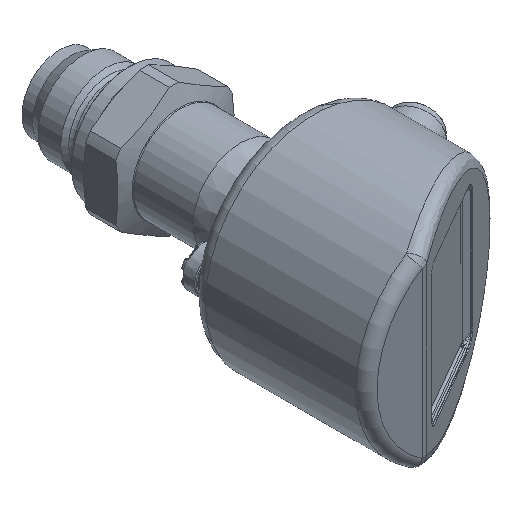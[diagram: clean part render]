
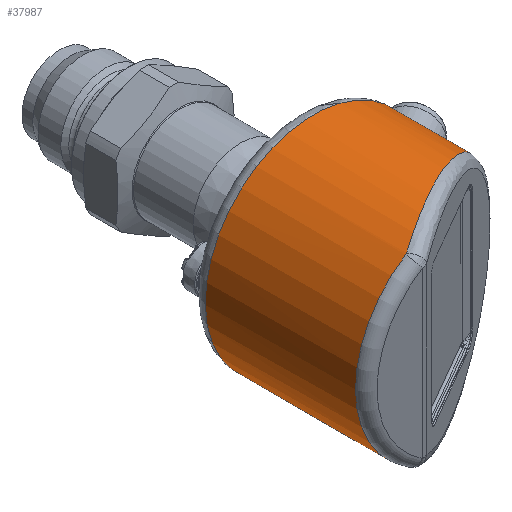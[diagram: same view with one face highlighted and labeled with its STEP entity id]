
A CAD part, isometric view. The second image highlights one B-rep face of the part: STEP entity #37987.
In plain terms, the highlighted cylindrical face has radius 25.2 mm (diameter 50.4 mm), a full revolution.
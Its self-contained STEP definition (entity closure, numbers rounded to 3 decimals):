
#297=ELLIPSE('',#56399,47.432,25.2);
#298=ELLIPSE('',#56408,28.404,25.2);
#1192=B_SPLINE_CURVE_WITH_KNOTS('',3,(#75538,#75539,#75540,#75541),
 .UNSPECIFIED.,.F.,.F.,(4,4),(0.,0.),.UNSPECIFIED.);
#1193=B_SPLINE_CURVE_WITH_KNOTS('',3,(#75543,#75544,#75545,#75546),
 .UNSPECIFIED.,.F.,.F.,(4,4),(0.,0.),.UNSPECIFIED.);
#7848=CYLINDRICAL_SURFACE('',#56407,25.2);
#12177=ORIENTED_EDGE('',*,*,#21879,.T.);
#12178=ORIENTED_EDGE('',*,*,#21876,.T.);
#12179=ORIENTED_EDGE('',*,*,#21880,.T.);
#12180=ORIENTED_EDGE('',*,*,#21881,.T.);
#12181=ORIENTED_EDGE('',*,*,#21874,.T.);
#12182=ORIENTED_EDGE('',*,*,#21873,.T.);
#21873=EDGE_CURVE('',#27008,#27007,#297,.F.);
#21874=EDGE_CURVE('',#27007,#27008,#30164,.T.);
#21876=EDGE_CURVE('',#27011,#27010,#30166,.T.);
#21879=EDGE_CURVE('',#27013,#27011,#1192,.T.);
#21880=EDGE_CURVE('',#27010,#27014,#1193,.T.);
#21881=EDGE_CURVE('',#27014,#27013,#298,.F.);
#27007=VERTEX_POINT('',#75444);
#27008=VERTEX_POINT('',#75471);
#27010=VERTEX_POINT('',#75531);
#27011=VERTEX_POINT('',#75533);
#27013=VERTEX_POINT('',#75542);
#27014=VERTEX_POINT('',#75547);
#30164=CIRCLE('',#56401,25.2);
#30166=CIRCLE('',#56404,25.2);
#31724=EDGE_LOOP('',(#12177,#12178,#12179,#12180));
#31725=EDGE_LOOP('',(#12181,#12182));
#34410=FACE_BOUND('',#31724,.T.);
#34411=FACE_BOUND('',#31725,.T.);
#37987=ADVANCED_FACE('',(#34410,#34411),#7848,.T.);
#56399=AXIS2_PLACEMENT_3D('',#75525,#61464,#61465);
#56401=AXIS2_PLACEMENT_3D('',#75527,#61468,#61469);
#56404=AXIS2_PLACEMENT_3D('',#75532,#61474,#61475);
#56407=AXIS2_PLACEMENT_3D('',#75537,#61480,#61481);
#56408=AXIS2_PLACEMENT_3D('',#75548,#61482,#61483);
#61464=DIRECTION('',(0.847,0.531,0.));
#61465=DIRECTION('',(0.531,-0.847,0.));
#61468=DIRECTION('',(0.,-1.,0.));
#61469=DIRECTION('',(0.,0.,-1.));
#61474=DIRECTION('',(0.,1.,0.));
#61475=DIRECTION('',(0.,0.,1.));
#61480=DIRECTION('',(0.,1.,0.));
#61481=DIRECTION('',(0.,0.,1.));
#61482=DIRECTION('',(0.461,-0.887,0.));
#61483=DIRECTION('',(0.887,0.461,0.));
#75444=CARTESIAN_POINT('',(23.517,-0.3,9.055));
#75471=CARTESIAN_POINT('',(23.517,-0.3,-9.055));
#75525=CARTESIAN_POINT('',(0.,37.2,0.));
#75527=CARTESIAN_POINT('',(0.,-0.3,0.));
#75531=CARTESIAN_POINT('',(-13.562,-35.2,21.24));
#75532=CARTESIAN_POINT('',(0.,-35.2,0.));
#75533=CARTESIAN_POINT('',(-13.562,-35.2,-21.24));
#75537=CARTESIAN_POINT('',(0.,-45.,0.));
#75538=CARTESIAN_POINT('',(-13.284,-35.133,-21.414));
#75539=CARTESIAN_POINT('',(-13.372,-35.179,-21.36));
#75540=CARTESIAN_POINT('',(-13.466,-35.2,-21.301));
#75541=CARTESIAN_POINT('',(-13.562,-35.2,-21.24));
#75542=CARTESIAN_POINT('',(-13.284,-35.133,-21.414));
#75543=CARTESIAN_POINT('',(-13.562,-35.2,21.24));
#75544=CARTESIAN_POINT('',(-13.466,-35.2,21.301));
#75545=CARTESIAN_POINT('',(-13.372,-35.179,21.36));
#75546=CARTESIAN_POINT('',(-13.284,-35.133,21.414));
#75547=CARTESIAN_POINT('',(-13.284,-35.133,21.414));
#75548=CARTESIAN_POINT('',(0.,-28.224,0.));
